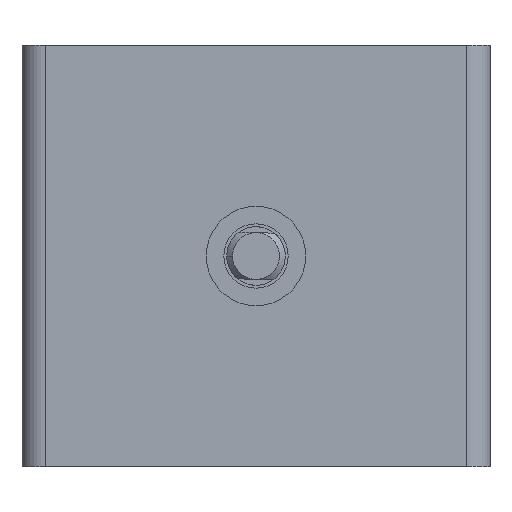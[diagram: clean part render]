
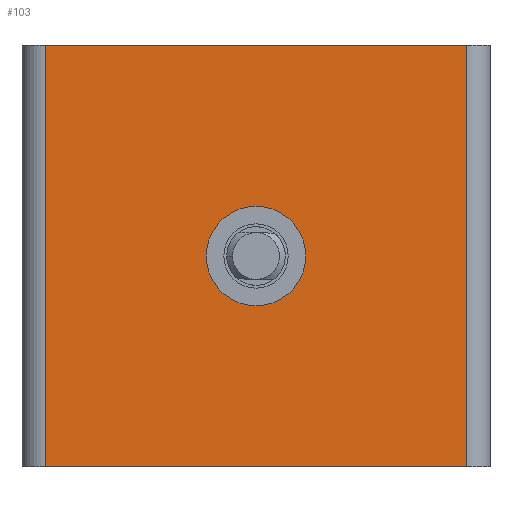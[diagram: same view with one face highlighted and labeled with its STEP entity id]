
A CAD part, front view. The second image highlights one B-rep face of the part: STEP entity #103.
In plain terms, the highlighted planar face has unit normal (0, -1, 0).
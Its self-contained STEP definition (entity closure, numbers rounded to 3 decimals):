
#59 = VERTEX_POINT ( 'NONE', #3983 ) ;
#83 = ORIENTED_EDGE ( 'NONE', *, *, #653, .T. ) ;
#89 = ORIENTED_EDGE ( 'NONE', *, *, #561, .T. ) ;
#103 = ADVANCED_FACE ( 'NONE', ( #2284, #2060 ), #3264, .F. ) ;
#142 = DIRECTION ( 'NONE',  ( 0., -1., 0. ) ) ;
#268 = VECTOR ( 'NONE', #3839, 1000. ) ;
#416 = CARTESIAN_POINT ( 'NONE',  ( -18., -46., -36. ) ) ;
#431 = AXIS2_PLACEMENT_3D ( 'NONE', #2269, #142, #2628 ) ;
#457 = CIRCLE ( 'NONE', #431, 4.25 ) ;
#561 = EDGE_CURVE ( 'NONE', #1437, #3311, #3107, .T. ) ;
#571 = ORIENTED_EDGE ( 'NONE', *, *, #2199, .F. ) ;
#573 = ORIENTED_EDGE ( 'NONE', *, *, #1070, .F. ) ;
#653 = EDGE_CURVE ( 'NONE', #3311, #1589, #3379, .T. ) ;
#781 = CARTESIAN_POINT ( 'NONE',  ( 18., -46., -36. ) ) ;
#803 = VERTEX_POINT ( 'NONE', #781 ) ;
#976 = DIRECTION ( 'NONE',  ( 0., 0., -1. ) ) ;
#1070 = EDGE_CURVE ( 'NONE', #1437, #803, #3822, .T. ) ;
#1248 = CARTESIAN_POINT ( 'NONE',  ( 0., -46., -22.25 ) ) ;
#1294 = CARTESIAN_POINT ( 'NONE',  ( 18., -46., 0. ) ) ;
#1303 = CARTESIAN_POINT ( 'NONE',  ( 0., -46., -36. ) ) ;
#1308 = AXIS2_PLACEMENT_3D ( 'NONE', #4108, #2001, #4470 ) ;
#1348 = CARTESIAN_POINT ( 'NONE',  ( 18., -46., -18. ) ) ;
#1437 = VERTEX_POINT ( 'NONE', #1294 ) ;
#1589 = VERTEX_POINT ( 'NONE', #2778 ) ;
#1795 = CARTESIAN_POINT ( 'NONE',  ( -18., -46., -18. ) ) ;
#1841 = DIRECTION ( 'NONE',  ( 0., 0., 1. ) ) ;
#2001 = DIRECTION ( 'NONE',  ( 0., -1., 0. ) ) ;
#2060 = FACE_OUTER_BOUND ( 'NONE', #2206, .T. ) ;
#2199 = EDGE_CURVE ( 'NONE', #803, #1589, #4380, .T. ) ;
#2206 = EDGE_LOOP ( 'NONE', ( #83, #571, #573, #89 ) ) ;
#2269 = CARTESIAN_POINT ( 'NONE',  ( 0., -46., -18. ) ) ;
#2284 = FACE_BOUND ( 'NONE', #3453, .T. ) ;
#2437 = VECTOR ( 'NONE', #2494, 1000. ) ;
#2448 = ORIENTED_EDGE ( 'NONE', *, *, #2712, .F. ) ;
#2494 = DIRECTION ( 'NONE',  ( 0., 0., -1. ) ) ;
#2607 = CARTESIAN_POINT ( 'NONE',  ( -18., -46., 0. ) ) ;
#2628 = DIRECTION ( 'NONE',  ( 0., 0., 1. ) ) ;
#2712 = EDGE_CURVE ( 'NONE', #59, #3890, #4254, .T. ) ;
#2714 = DIRECTION ( 'NONE',  ( -1., 0., 0. ) ) ;
#2768 = VECTOR ( 'NONE', #976, 1000. ) ;
#2778 = CARTESIAN_POINT ( 'NONE',  ( -18., -46., -36. ) ) ;
#2889 = AXIS2_PLACEMENT_3D ( 'NONE', #416, #4305, #1841 ) ;
#3107 = LINE ( 'NONE', #4546, #268 ) ;
#3264 = PLANE ( 'NONE',  #2889 ) ;
#3311 = VERTEX_POINT ( 'NONE', #2607 ) ;
#3379 = LINE ( 'NONE', #1795, #2437 ) ;
#3430 = VECTOR ( 'NONE', #2714, 1000. ) ;
#3453 = EDGE_LOOP ( 'NONE', ( #2448, #3972 ) ) ;
#3822 = LINE ( 'NONE', #1348, #2768 ) ;
#3839 = DIRECTION ( 'NONE',  ( -1., 0., 0. ) ) ;
#3890 = VERTEX_POINT ( 'NONE', #1248 ) ;
#3972 = ORIENTED_EDGE ( 'NONE', *, *, #4449, .F. ) ;
#3983 = CARTESIAN_POINT ( 'NONE',  ( 0., -46., -13.75 ) ) ;
#4108 = CARTESIAN_POINT ( 'NONE',  ( 0., -46., -18. ) ) ;
#4254 = CIRCLE ( 'NONE', #1308, 4.25 ) ;
#4305 = DIRECTION ( 'NONE',  ( 0., 1., 0. ) ) ;
#4380 = LINE ( 'NONE', #1303, #3430 ) ;
#4449 = EDGE_CURVE ( 'NONE', #3890, #59, #457, .T. ) ;
#4470 = DIRECTION ( 'NONE',  ( 0., 0., 1. ) ) ;
#4546 = CARTESIAN_POINT ( 'NONE',  ( 0., -46., 0. ) ) ;
